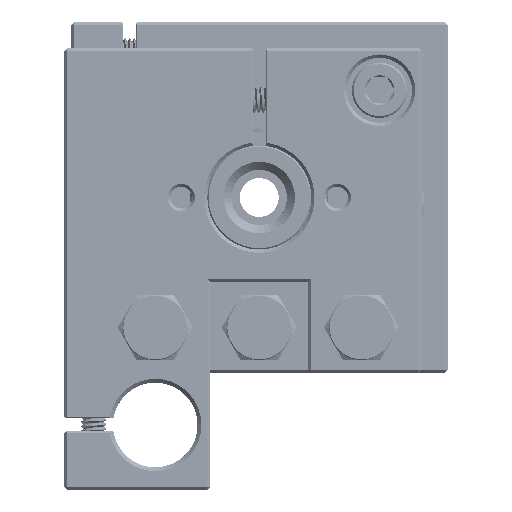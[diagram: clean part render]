
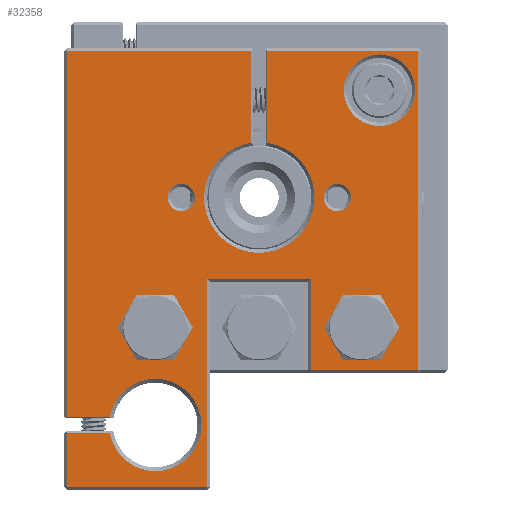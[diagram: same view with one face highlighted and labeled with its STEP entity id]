
A CAD part, left-side view. The second image highlights one B-rep face of the part: STEP entity #32358.
In plain terms, the highlighted planar face has unit normal (-1, 0, 0).
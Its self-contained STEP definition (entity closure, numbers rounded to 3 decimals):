
#464=FACE_BOUND('',#3098,.T.);
#465=FACE_BOUND('',#3099,.T.);
#466=FACE_BOUND('',#3100,.T.);
#467=FACE_BOUND('',#3101,.T.);
#468=FACE_BOUND('',#3102,.T.);
#570=PLANE('',#34500);
#1198=FACE_OUTER_BOUND('',#3097,.T.);
#3097=EDGE_LOOP('',(#21253,#21254,#21255,#21256,#21257,#21258,#21259,#21260,
#21261,#21262,#21263,#21264,#21265,#21266,#21267,#21268));
#3098=EDGE_LOOP('',(#21269));
#3099=EDGE_LOOP('',(#21270));
#3100=EDGE_LOOP('',(#21271));
#3101=EDGE_LOOP('',(#21272));
#3102=EDGE_LOOP('',(#21273));
#4927=CIRCLE('',#34498,5.5);
#4929=CIRCLE('',#34501,8.5);
#4930=CIRCLE('',#34502,7.1);
#4931=CIRCLE('',#34503,4.1);
#4932=CIRCLE('',#34504,2.1);
#4933=CIRCLE('',#34505,2.1);
#4934=CIRCLE('',#34506,4.1);
#8399=LINE('',#50136,#10215);
#8400=LINE('',#50138,#10216);
#8401=LINE('',#50140,#10217);
#8402=LINE('',#50142,#10218);
#8403=LINE('',#50146,#10219);
#8404=LINE('',#50148,#10220);
#8405=LINE('',#50150,#10221);
#8406=LINE('',#50152,#10222);
#8407=LINE('',#50154,#10223);
#8408=LINE('',#50156,#10224);
#8409=LINE('',#50158,#10225);
#8410=LINE('',#50160,#10226);
#8411=LINE('',#50162,#10227);
#8412=LINE('',#50163,#10228);
#10215=VECTOR('',#37213,10.);
#10216=VECTOR('',#37214,10.);
#10217=VECTOR('',#37215,10.);
#10218=VECTOR('',#37216,10.);
#10219=VECTOR('',#37219,10.);
#10220=VECTOR('',#37220,10.);
#10221=VECTOR('',#37221,10.);
#10222=VECTOR('',#37222,10.);
#10223=VECTOR('',#37223,10.);
#10224=VECTOR('',#37224,10.);
#10225=VECTOR('',#37225,10.);
#10226=VECTOR('',#37226,10.);
#10227=VECTOR('',#37227,10.);
#10228=VECTOR('',#37228,10.);
#12300=VERTEX_POINT('',#50126);
#12302=VERTEX_POINT('',#50132);
#12303=VERTEX_POINT('',#50133);
#12304=VERTEX_POINT('',#50135);
#12305=VERTEX_POINT('',#50137);
#12306=VERTEX_POINT('',#50139);
#12307=VERTEX_POINT('',#50141);
#12308=VERTEX_POINT('',#50143);
#12309=VERTEX_POINT('',#50145);
#12310=VERTEX_POINT('',#50147);
#12311=VERTEX_POINT('',#50149);
#12312=VERTEX_POINT('',#50151);
#12313=VERTEX_POINT('',#50153);
#12314=VERTEX_POINT('',#50155);
#12315=VERTEX_POINT('',#50157);
#12316=VERTEX_POINT('',#50159);
#12317=VERTEX_POINT('',#50161);
#12318=VERTEX_POINT('',#50164);
#12319=VERTEX_POINT('',#50166);
#12320=VERTEX_POINT('',#50168);
#12321=VERTEX_POINT('',#50170);
#15869=EDGE_CURVE('',#12300,#12300,#4927,.T.);
#15872=EDGE_CURVE('',#12302,#12303,#4929,.T.);
#15873=EDGE_CURVE('',#12304,#12302,#8399,.T.);
#15874=EDGE_CURVE('',#12305,#12304,#8400,.T.);
#15875=EDGE_CURVE('',#12306,#12305,#8401,.T.);
#15876=EDGE_CURVE('',#12307,#12306,#8402,.T.);
#15877=EDGE_CURVE('',#12308,#12307,#4930,.T.);
#15878=EDGE_CURVE('',#12309,#12308,#8403,.T.);
#15879=EDGE_CURVE('',#12310,#12309,#8404,.T.);
#15880=EDGE_CURVE('',#12311,#12310,#8405,.T.);
#15881=EDGE_CURVE('',#12312,#12311,#8406,.T.);
#15882=EDGE_CURVE('',#12313,#12312,#8407,.T.);
#15883=EDGE_CURVE('',#12314,#12313,#8408,.T.);
#15884=EDGE_CURVE('',#12315,#12314,#8409,.T.);
#15885=EDGE_CURVE('',#12316,#12315,#8410,.T.);
#15886=EDGE_CURVE('',#12317,#12316,#8411,.T.);
#15887=EDGE_CURVE('',#12303,#12317,#8412,.T.);
#15888=EDGE_CURVE('',#12318,#12318,#4931,.T.);
#15889=EDGE_CURVE('',#12319,#12319,#4932,.T.);
#15890=EDGE_CURVE('',#12320,#12320,#4933,.T.);
#15891=EDGE_CURVE('',#12321,#12321,#4934,.T.);
#21253=ORIENTED_EDGE('',*,*,#15872,.F.);
#21254=ORIENTED_EDGE('',*,*,#15873,.F.);
#21255=ORIENTED_EDGE('',*,*,#15874,.F.);
#21256=ORIENTED_EDGE('',*,*,#15875,.F.);
#21257=ORIENTED_EDGE('',*,*,#15876,.F.);
#21258=ORIENTED_EDGE('',*,*,#15877,.F.);
#21259=ORIENTED_EDGE('',*,*,#15878,.F.);
#21260=ORIENTED_EDGE('',*,*,#15879,.F.);
#21261=ORIENTED_EDGE('',*,*,#15880,.F.);
#21262=ORIENTED_EDGE('',*,*,#15881,.F.);
#21263=ORIENTED_EDGE('',*,*,#15882,.F.);
#21264=ORIENTED_EDGE('',*,*,#15883,.F.);
#21265=ORIENTED_EDGE('',*,*,#15884,.F.);
#21266=ORIENTED_EDGE('',*,*,#15885,.F.);
#21267=ORIENTED_EDGE('',*,*,#15886,.F.);
#21268=ORIENTED_EDGE('',*,*,#15887,.F.);
#21269=ORIENTED_EDGE('',*,*,#15888,.F.);
#21270=ORIENTED_EDGE('',*,*,#15889,.F.);
#21271=ORIENTED_EDGE('',*,*,#15890,.F.);
#21272=ORIENTED_EDGE('',*,*,#15891,.F.);
#21273=ORIENTED_EDGE('',*,*,#15869,.F.);
#32358=ADVANCED_FACE('',(#1198,#464,#465,#466,#467,#468),#570,.T.);
#34498=AXIS2_PLACEMENT_3D('',#50127,#37204,#37205);
#34500=AXIS2_PLACEMENT_3D('',#50131,#37209,#37210);
#34501=AXIS2_PLACEMENT_3D('',#50134,#37211,#37212);
#34502=AXIS2_PLACEMENT_3D('',#50144,#37217,#37218);
#34503=AXIS2_PLACEMENT_3D('',#50165,#37229,#37230);
#34504=AXIS2_PLACEMENT_3D('',#50167,#37231,#37232);
#34505=AXIS2_PLACEMENT_3D('',#50169,#37233,#37234);
#34506=AXIS2_PLACEMENT_3D('',#50171,#37235,#37236);
#37204=DIRECTION('center_axis',(-1.,0.,0.));
#37205=DIRECTION('ref_axis',(0.,0.,1.));
#37209=DIRECTION('center_axis',(-1.,0.,0.));
#37210=DIRECTION('ref_axis',(0.,1.,0.));
#37211=DIRECTION('center_axis',(-1.,0.,0.));
#37212=DIRECTION('ref_axis',(0.,0.,-1.));
#37213=DIRECTION('',(0.,0.,-1.));
#37214=DIRECTION('',(0.,-1.,0.));
#37215=DIRECTION('',(0.,0.,1.));
#37216=DIRECTION('',(0.,1.,0.));
#37217=DIRECTION('center_axis',(-1.,0.,0.));
#37218=DIRECTION('ref_axis',(0.,0.,-1.));
#37219=DIRECTION('',(0.,-1.,0.));
#37220=DIRECTION('',(0.,0.,1.));
#37221=DIRECTION('',(0.,1.,0.));
#37222=DIRECTION('',(0.,0.,-1.));
#37223=DIRECTION('',(0.,1.,0.));
#37224=DIRECTION('',(0.,0.,1.));
#37225=DIRECTION('',(0.,1.,0.));
#37226=DIRECTION('',(0.,0.,-1.));
#37227=DIRECTION('',(0.,-1.,0.));
#37228=DIRECTION('',(0.,0.,1.));
#37229=DIRECTION('center_axis',(-1.,0.,0.));
#37230=DIRECTION('ref_axis',(0.,0.,1.));
#37231=DIRECTION('center_axis',(-1.,0.,0.));
#37232=DIRECTION('ref_axis',(0.,0.,1.));
#37233=DIRECTION('center_axis',(-1.,0.,0.));
#37234=DIRECTION('ref_axis',(0.,0.,1.));
#37235=DIRECTION('center_axis',(-1.,0.,0.));
#37236=DIRECTION('ref_axis',(0.,0.,1.));
#50126=CARTESIAN_POINT('',(0.,6.5,-12.));
#50127=CARTESIAN_POINT('Origin',(0.,6.5,-6.5));
#50131=CARTESIAN_POINT('Origin',(0.,0.,0.));
#50132=CARTESIAN_POINT('',(0.,26.25,-14.592));
#50133=CARTESIAN_POINT('',(0.,23.75,-14.592));
#50134=CARTESIAN_POINT('Origin',(0.,25.,-23.));
#50135=CARTESIAN_POINT('',(0.,26.25,-0.5));
#50136=CARTESIAN_POINT('',(0.,26.25,0.));
#50137=CARTESIAN_POINT('',(0.,54.5,-0.5));
#50138=CARTESIAN_POINT('',(0.,13.75,-0.5));
#50139=CARTESIAN_POINT('',(0.,54.5,-56.75));
#50140=CARTESIAN_POINT('',(0.,54.5,0.));
#50141=CARTESIAN_POINT('',(0.,47.989,-56.75));
#50142=CARTESIAN_POINT('',(0.,27.5,-56.75));
#50143=CARTESIAN_POINT('',(0.,47.989,-59.25));
#50144=CARTESIAN_POINT('Origin',(0.,41.,-58.));
#50145=CARTESIAN_POINT('',(0.,54.5,-59.25));
#50146=CARTESIAN_POINT('',(0.,27.5,-59.25));
#50147=CARTESIAN_POINT('',(0.,54.5,-67.5));
#50148=CARTESIAN_POINT('',(0.,54.5,0.));
#50149=CARTESIAN_POINT('',(0.,33.,-67.5));
#50150=CARTESIAN_POINT('',(0.,13.75,-67.5));
#50151=CARTESIAN_POINT('',(0.,33.,-35.5));
#50152=CARTESIAN_POINT('',(0.,33.,-18.));
#50153=CARTESIAN_POINT('',(0.,17.,-35.5));
#50154=CARTESIAN_POINT('',(0.,8.75,-35.5));
#50155=CARTESIAN_POINT('',(0.,17.,-49.5));
#50156=CARTESIAN_POINT('',(0.,17.,-25.));
#50157=CARTESIAN_POINT('',(0.,0.5,-49.5));
#50158=CARTESIAN_POINT('',(0.,0.,-49.5));
#50159=CARTESIAN_POINT('',(0.,0.5,-0.5));
#50160=CARTESIAN_POINT('',(0.,0.5,0.));
#50161=CARTESIAN_POINT('',(0.,23.75,-0.5));
#50162=CARTESIAN_POINT('',(0.,13.75,-0.5));
#50163=CARTESIAN_POINT('',(0.,23.75,0.));
#50164=CARTESIAN_POINT('',(0.,41.,-47.1));
#50165=CARTESIAN_POINT('Origin',(0.,41.,-43.));
#50166=CARTESIAN_POINT('',(0.,37.,-25.1));
#50167=CARTESIAN_POINT('Origin',(0.,37.,-23.));
#50168=CARTESIAN_POINT('',(0.,13.,-25.1));
#50169=CARTESIAN_POINT('Origin',(0.,13.,-23.));
#50170=CARTESIAN_POINT('',(0.,9.25,-47.1));
#50171=CARTESIAN_POINT('Origin',(0.,9.25,-43.));
